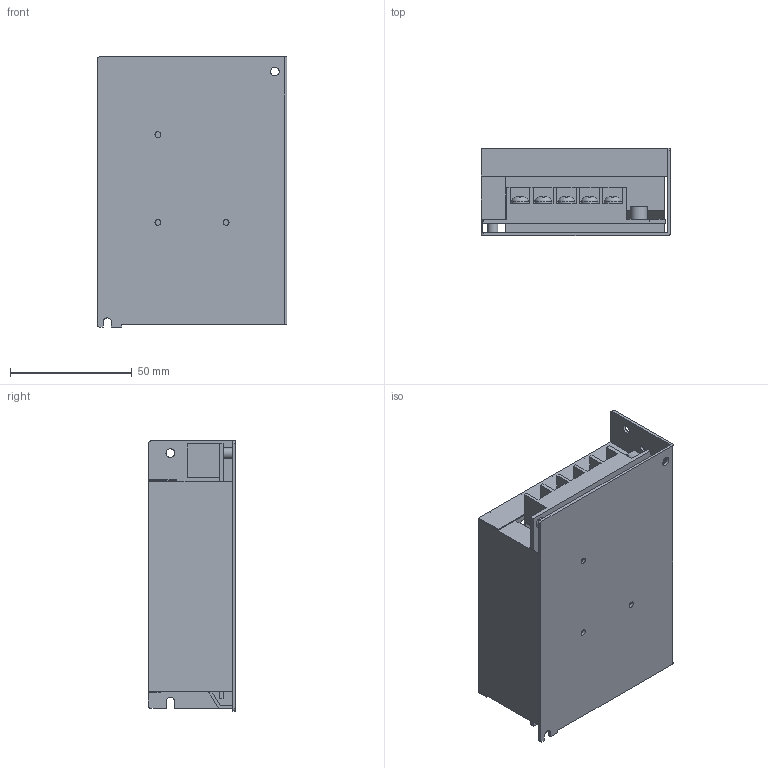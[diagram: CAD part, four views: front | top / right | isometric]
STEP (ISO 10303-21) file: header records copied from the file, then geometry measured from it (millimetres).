
FILE_DESCRIPTION(/* description */ (''),/* implementation_level */ '2;1');
FILE_NAME(/* name */ 'S-36-12_Power_supply_assm.stp',/* time_stamp */ '2019-05-13T19:08:25-04:00',/* author */ ('dleiwe'),/* organization */ (''),/* preprocessor_version */ 'ST-DEVELOPER v16.5',/* originating_system */ 'Autodesk Inventor 2017',/* authorisation */ '');
FILE_SCHEMA (('AUTOMOTIVE_DESIGN { 1 0 10303 214 3 1 1 }'));
Length unit declared in the file: inch
Products named in the file (4): S-36-12_Power_supply_assm; S-36-12_base_plate; S-36-12_PCB; S-36-12_cover
Assembly tree (3 placements, depth 2):
  S-36-12_Power_supply_assm
    S-36-12_base_plate
    S-36-12_PCB
    S-36-12_cover
Bounding box: 77.98 x 35.76 x 111.05 mm (x, y, z)
Volume: 40524.4 mm3; surface area: 68610.2 mm2
Topology: 3 solids, 3 shells, 402 faces, 1168 edges, 780 vertices
Faces by surface type: cylinder 216, plane 181, bspline 5
Full cylindrical faces by diameter (mm): 2.464 x5, 3.302 x1, 3.607 x1, 3.632 x1, 3.835 x192, 4.287 x1, 6.985 x6
Entity records: 13505 total; most frequent: DIRECTION 2281, CARTESIAN_POINT 2278, ORIENTED_EDGE 1910, EDGE_LOOP 1017, EDGE_CURVE 955, AXIS2_PLACEMENT_3D 927, VERTEX_POINT 774, FACE_BOUND 615
